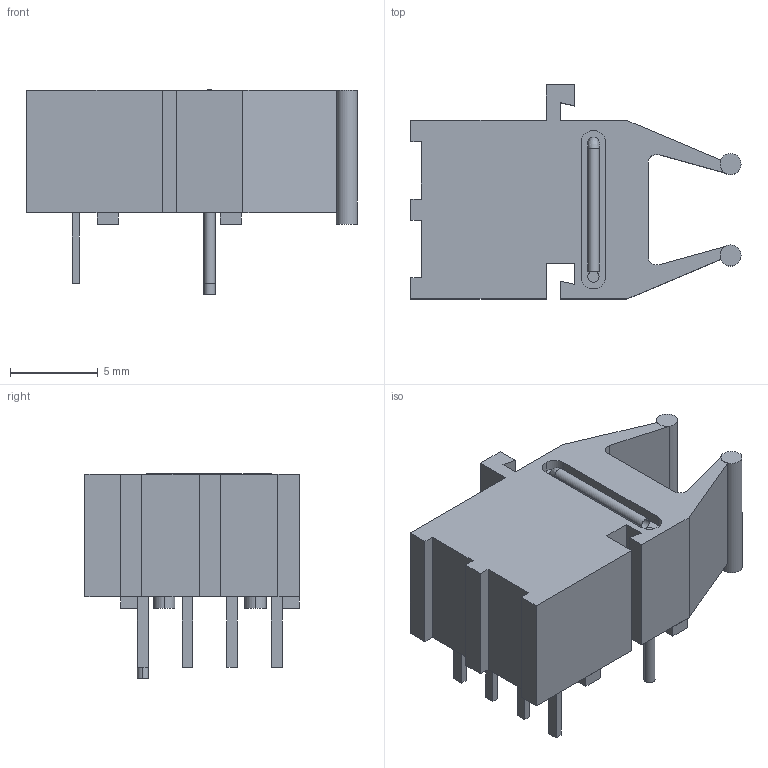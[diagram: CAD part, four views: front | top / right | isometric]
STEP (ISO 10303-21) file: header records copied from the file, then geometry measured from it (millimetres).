
FILE_DESCRIPTION((''),'2;1');
FILE_NAME('HFBR1528Z.stp','2008-11-19T09:44:20',(''),(''),'Mechanical Desktop 2006','Mechanical Desktop 2006',', , ');
FILE_SCHEMA(('AUTOMOTIVE_DESIGN { 1 2 10303 214 0 1 1 1 }'));
Length unit declared in the file: millimetre
Products named in the file (1): HFBR1528Z
Bounding box: 18.8 x 12.19 x 11.66 mm (x, y, z)
Volume: 892 mm3; surface area: 1106.2 mm2
Topology: 14 solids, 14 shells, 119 faces, 273 edges, 176 vertices
Faces by surface type: plane 92, cylinder 24, bspline 3
Entity records: 3545 total; most frequent: CARTESIAN_POINT 801, DIRECTION 554, ORIENTED_EDGE 530, EDGE_CURVE 265, VECTOR 210, LINE 210, VERTEX_POINT 176, AXIS2_PLACEMENT_3D 172
